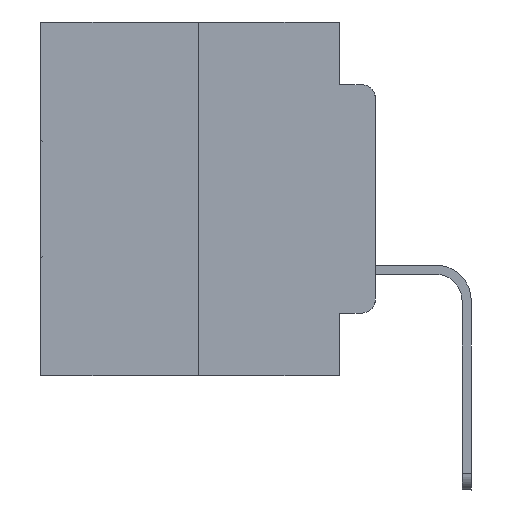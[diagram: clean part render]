
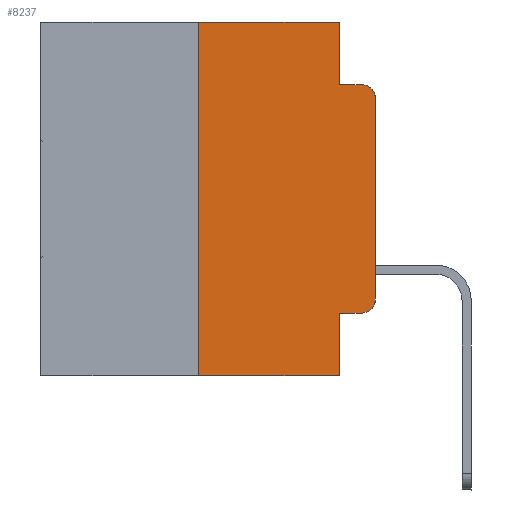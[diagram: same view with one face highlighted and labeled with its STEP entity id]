
A CAD part, left-side view. The second image highlights one B-rep face of the part: STEP entity #8237.
In plain terms, the highlighted planar face has unit normal (-1, 0, 0).
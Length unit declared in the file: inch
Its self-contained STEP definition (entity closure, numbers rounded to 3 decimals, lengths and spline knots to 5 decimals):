
#108 = DIRECTION ( 'NONE',  ( 0., -1., 0. ) ) ;
#1259 = VECTOR ( 'NONE', #26327, 39.37008 ) ;
#1373 = CARTESIAN_POINT ( 'NONE',  ( 0., 0., -0.3915 ) ) ;
#1409 = VERTEX_POINT ( 'NONE', #23603 ) ;
#1481 = LINE ( 'NONE', #19680, #13956 ) ;
#2127 = EDGE_CURVE ( 'NONE', #3520, #20149, #3198, .T. ) ;
#2976 = CARTESIAN_POINT ( 'NONE',  ( 0., 0.051, -0.4115 ) ) ;
#3160 = VERTEX_POINT ( 'NONE', #1373 ) ;
#3198 = LINE ( 'NONE', #19435, #9294 ) ;
#3520 = VERTEX_POINT ( 'NONE', #29123 ) ;
#3689 = VECTOR ( 'NONE', #7511, 39.37008 ) ;
#4096 = EDGE_CURVE ( 'NONE', #26666, #3160, #28004, .T. ) ;
#4525 = CARTESIAN_POINT ( 'NONE',  ( 0., 0.02, -0.1085 ) ) ;
#4577 = EDGE_CURVE ( 'NONE', #16412, #26571, #5146, .T. ) ;
#4860 = EDGE_LOOP ( 'NONE', ( #17069, #7758, #19175, #20651, #15045, #8688, #5986, #29317, #19389, #25241 ) ) ;
#5146 = LINE ( 'NONE', #12383, #19761 ) ;
#5747 = PLANE ( 'NONE',  #28494 ) ;
#5986 = ORIENTED_EDGE ( 'NONE', *, *, #4577, .T. ) ;
#6045 = DIRECTION ( 'NONE',  ( 0., 0., 1. ) ) ;
#6445 = CARTESIAN_POINT ( 'NONE',  ( 0., 0.25, -0.5 ) ) ;
#6587 = LINE ( 'NONE', #13268, #8736 ) ;
#6929 = DIRECTION ( 'NONE',  ( 0., 0., -1. ) ) ;
#7511 = DIRECTION ( 'NONE',  ( 0., 0., 1. ) ) ;
#7758 = ORIENTED_EDGE ( 'NONE', *, *, #16483, .T. ) ;
#8237 = ADVANCED_FACE ( 'NONE', ( #25961 ), #5747, .F. ) ;
#8637 = CARTESIAN_POINT ( 'NONE',  ( 0., 0.02, -0.3915 ) ) ;
#8688 = ORIENTED_EDGE ( 'NONE', *, *, #21994, .F. ) ;
#8736 = VECTOR ( 'NONE', #24488, 39.37008 ) ;
#9294 = VECTOR ( 'NONE', #14951, 39.37008 ) ;
#9322 = CARTESIAN_POINT ( 'NONE',  ( 0., 0.02, -0.0885 ) ) ;
#10146 = AXIS2_PLACEMENT_3D ( 'NONE', #8637, #10903, #17067 ) ;
#10903 = DIRECTION ( 'NONE',  ( -1., 0., 0. ) ) ;
#10928 = VERTEX_POINT ( 'NONE', #29339 ) ;
#11201 = EDGE_CURVE ( 'NONE', #3160, #17796, #15073, .T. ) ;
#11812 = LINE ( 'NONE', #18217, #15013 ) ;
#12128 = VECTOR ( 'NONE', #18918, 39.37008 ) ;
#12383 = CARTESIAN_POINT ( 'NONE',  ( 0., 0.473, -0.5 ) ) ;
#13263 = CIRCLE ( 'NONE', #17309, 0.02 ) ;
#13268 = CARTESIAN_POINT ( 'NONE',  ( 0., 0.051, -0.0885 ) ) ;
#13382 = LINE ( 'NONE', #19676, #1259 ) ;
#13956 = VECTOR ( 'NONE', #6045, 39.37008 ) ;
#14951 = DIRECTION ( 'NONE',  ( 0., 0., -1. ) ) ;
#15013 = VECTOR ( 'NONE', #108, 39.37008 ) ;
#15045 = ORIENTED_EDGE ( 'NONE', *, *, #21451, .F. ) ;
#15073 = LINE ( 'NONE', #21046, #3689 ) ;
#16412 = VERTEX_POINT ( 'NONE', #6445 ) ;
#16483 = EDGE_CURVE ( 'NONE', #17796, #16630, #13263, .T. ) ;
#16630 = VERTEX_POINT ( 'NONE', #9322 ) ;
#17067 = DIRECTION ( 'NONE',  ( 0., 0., -1. ) ) ;
#17069 = ORIENTED_EDGE ( 'NONE', *, *, #11201, .T. ) ;
#17309 = AXIS2_PLACEMENT_3D ( 'NONE', #4525, #18372, #6929 ) ;
#17326 = EDGE_CURVE ( 'NONE', #1409, #26666, #28520, .T. ) ;
#17796 = VERTEX_POINT ( 'NONE', #25269 ) ;
#18217 = CARTESIAN_POINT ( 'NONE',  ( 0., 0.473, 0. ) ) ;
#18372 = DIRECTION ( 'NONE',  ( -1., 0., 0. ) ) ;
#18918 = DIRECTION ( 'NONE',  ( 0., -1., 0. ) ) ;
#19175 = ORIENTED_EDGE ( 'NONE', *, *, #26324, .F. ) ;
#19359 = DIRECTION ( 'NONE',  ( 0., -1., 0. ) ) ;
#19389 = ORIENTED_EDGE ( 'NONE', *, *, #17326, .T. ) ;
#19435 = CARTESIAN_POINT ( 'NONE',  ( 0., 0.051, 0. ) ) ;
#19676 = CARTESIAN_POINT ( 'NONE',  ( 0., 0.051, 0. ) ) ;
#19680 = CARTESIAN_POINT ( 'NONE',  ( 0., 0.25, 0. ) ) ;
#19761 = VECTOR ( 'NONE', #19359, 39.37008 ) ;
#20072 = CARTESIAN_POINT ( 'NONE',  ( 0., 0.051, -0.0885 ) ) ;
#20102 = EDGE_CURVE ( 'NONE', #1409, #26571, #13382, .T. ) ;
#20149 = VERTEX_POINT ( 'NONE', #20072 ) ;
#20651 = ORIENTED_EDGE ( 'NONE', *, *, #2127, .F. ) ;
#21046 = CARTESIAN_POINT ( 'NONE',  ( 0., 0., 0. ) ) ;
#21451 = EDGE_CURVE ( 'NONE', #10928, #3520, #11812, .T. ) ;
#21994 = EDGE_CURVE ( 'NONE', #16412, #10928, #1481, .T. ) ;
#23086 = CARTESIAN_POINT ( 'NONE',  ( 0., 0.051, -0.5 ) ) ;
#23603 = CARTESIAN_POINT ( 'NONE',  ( 0., 0.051, -0.4115 ) ) ;
#23745 = DIRECTION ( 'NONE',  ( 1., 0., 0. ) ) ;
#24488 = DIRECTION ( 'NONE',  ( 0., -1., 0. ) ) ;
#25241 = ORIENTED_EDGE ( 'NONE', *, *, #4096, .T. ) ;
#25269 = CARTESIAN_POINT ( 'NONE',  ( 0., 0., -0.1085 ) ) ;
#25961 = FACE_OUTER_BOUND ( 'NONE', #4860, .T. ) ;
#26032 = DIRECTION ( 'NONE',  ( 0., 0., -1. ) ) ;
#26324 = EDGE_CURVE ( 'NONE', #20149, #16630, #6587, .T. ) ;
#26327 = DIRECTION ( 'NONE',  ( 0., 0., -1. ) ) ;
#26571 = VERTEX_POINT ( 'NONE', #23086 ) ;
#26666 = VERTEX_POINT ( 'NONE', #28067 ) ;
#28004 = CIRCLE ( 'NONE', #10146, 0.02 ) ;
#28067 = CARTESIAN_POINT ( 'NONE',  ( 0., 0.02, -0.4115 ) ) ;
#28256 = CARTESIAN_POINT ( 'NONE',  ( 0., 0.473, 0. ) ) ;
#28494 = AXIS2_PLACEMENT_3D ( 'NONE', #28256, #23745, #26032 ) ;
#28520 = LINE ( 'NONE', #2976, #12128 ) ;
#29123 = CARTESIAN_POINT ( 'NONE',  ( 0., 0.051, 0. ) ) ;
#29317 = ORIENTED_EDGE ( 'NONE', *, *, #20102, .F. ) ;
#29339 = CARTESIAN_POINT ( 'NONE',  ( 0., 0.25, 0. ) ) ;
